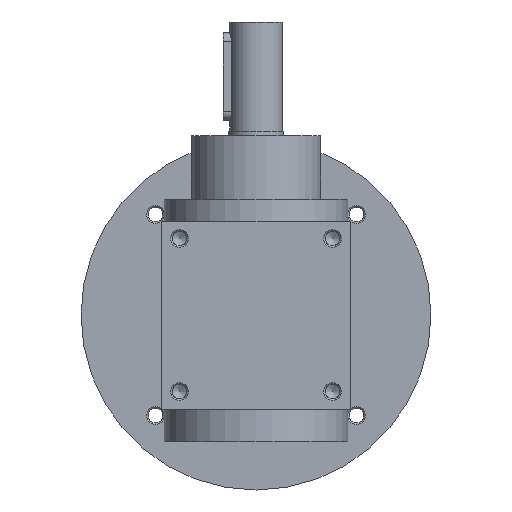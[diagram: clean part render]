
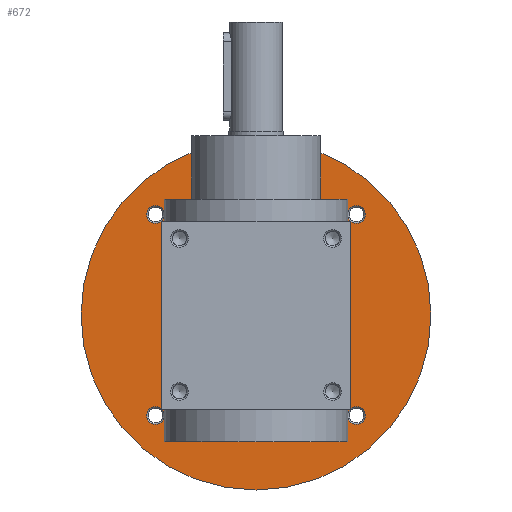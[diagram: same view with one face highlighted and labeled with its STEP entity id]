
A CAD part, left-side view. The second image highlights one B-rep face of the part: STEP entity #672.
In plain terms, the highlighted planar face has unit normal (-1, 0, 0).
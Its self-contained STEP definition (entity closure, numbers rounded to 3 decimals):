
#672 = ADVANCED_FACE( '', ( #1513, #1514, #1515, #1516, #1517, #1518 ), #1519, .F. );
#1513 = FACE_OUTER_BOUND( '', #2498, .T. );
#1514 = FACE_BOUND( '', #2499, .T. );
#1515 = FACE_BOUND( '', #2500, .T. );
#1516 = FACE_BOUND( '', #2501, .T. );
#1517 = FACE_BOUND( '', #2502, .T. );
#1518 = FACE_BOUND( '', #2503, .T. );
#1519 = PLANE( '', #2504 );
#2498 = EDGE_LOOP( '', ( #4171 ) );
#2499 = EDGE_LOOP( '', ( #4172 ) );
#2500 = EDGE_LOOP( '', ( #4173 ) );
#2501 = EDGE_LOOP( '', ( #4174 ) );
#2502 = EDGE_LOOP( '', ( #4175 ) );
#2503 = EDGE_LOOP( '', ( #4176 ) );
#2504 = AXIS2_PLACEMENT_3D( '', #4177, #4178, #4179 );
#4171 = ORIENTED_EDGE( '', *, *, #5367, .F. );
#4172 = ORIENTED_EDGE( '', *, *, #5487, .T. );
#4173 = ORIENTED_EDGE( '', *, *, #5488, .T. );
#4174 = ORIENTED_EDGE( '', *, *, #5489, .T. );
#4175 = ORIENTED_EDGE( '', *, *, #5485, .T. );
#4176 = ORIENTED_EDGE( '', *, *, #4999, .T. );
#4177 = CARTESIAN_POINT( '', ( 34., 42., 0. ) );
#4178 = DIRECTION( '', ( 1., 0., 0. ) );
#4179 = DIRECTION( '', ( 0., 0., -1. ) );
#4999 = EDGE_CURVE( '', #5846, #5846, #5847, .T. );
#5367 = EDGE_CURVE( '', #6413, #6413, #6414, .T. );
#5485 = EDGE_CURVE( '', #6574, #6574, #6575, .T. );
#5487 = EDGE_CURVE( '', #6577, #6577, #6578, .T. );
#5488 = EDGE_CURVE( '', #6579, #6579, #6580, .T. );
#5489 = EDGE_CURVE( '', #6581, #6581, #6582, .T. );
#5846 = VERTEX_POINT( '', #7067 );
#5847 = CIRCLE( '', #7068, 42. );
#6413 = VERTEX_POINT( '', #7780 );
#6414 = CIRCLE( '', #7781, 80. );
#6574 = VERTEX_POINT( '', #7974 );
#6575 = CIRCLE( '', #7975, 4. );
#6577 = VERTEX_POINT( '', #7977 );
#6578 = CIRCLE( '', #7978, 4. );
#6579 = VERTEX_POINT( '', #7979 );
#6580 = CIRCLE( '', #7980, 4. );
#6581 = VERTEX_POINT( '', #7981 );
#6582 = CIRCLE( '', #7982, 4. );
#7067 = CARTESIAN_POINT( '', ( 34., 0., -42. ) );
#7068 = AXIS2_PLACEMENT_3D( '', #8336, #8337, #8338 );
#7780 = CARTESIAN_POINT( '', ( 34., 0., -80. ) );
#7781 = AXIS2_PLACEMENT_3D( '', #8839, #8840, #8841 );
#7974 = CARTESIAN_POINT( '', ( 34., 45.962, 41.962 ) );
#7975 = AXIS2_PLACEMENT_3D( '', #8998, #8999, #9000 );
#7977 = CARTESIAN_POINT( '', ( 34., -45.962, 41.962 ) );
#7978 = AXIS2_PLACEMENT_3D( '', #9001, #9002, #9003 );
#7979 = CARTESIAN_POINT( '', ( 34., 45.962, -49.962 ) );
#7980 = AXIS2_PLACEMENT_3D( '', #9004, #9005, #9006 );
#7981 = CARTESIAN_POINT( '', ( 34., -45.962, -49.962 ) );
#7982 = AXIS2_PLACEMENT_3D( '', #9007, #9008, #9009 );
#8336 = CARTESIAN_POINT( '', ( 34., 0., 0. ) );
#8337 = DIRECTION( '', ( 1., 0., 0. ) );
#8338 = DIRECTION( '', ( 0., 0., -1. ) );
#8839 = CARTESIAN_POINT( '', ( 34., 0., 0. ) );
#8840 = DIRECTION( '', ( 1., 0., 0. ) );
#8841 = DIRECTION( '', ( 0., 0., -1. ) );
#8998 = CARTESIAN_POINT( '', ( 34., 45.962, 45.962 ) );
#8999 = DIRECTION( '', ( 1., 0., 0. ) );
#9000 = DIRECTION( '', ( 0., 0., -1. ) );
#9001 = CARTESIAN_POINT( '', ( 34., -45.962, 45.962 ) );
#9002 = DIRECTION( '', ( 1., 0., 0. ) );
#9003 = DIRECTION( '', ( 0., 0., -1. ) );
#9004 = CARTESIAN_POINT( '', ( 34., 45.962, -45.962 ) );
#9005 = DIRECTION( '', ( 1., 0., 0. ) );
#9006 = DIRECTION( '', ( 0., 0., -1. ) );
#9007 = CARTESIAN_POINT( '', ( 34., -45.962, -45.962 ) );
#9008 = DIRECTION( '', ( 1., 0., 0. ) );
#9009 = DIRECTION( '', ( 0., 0., -1. ) );
